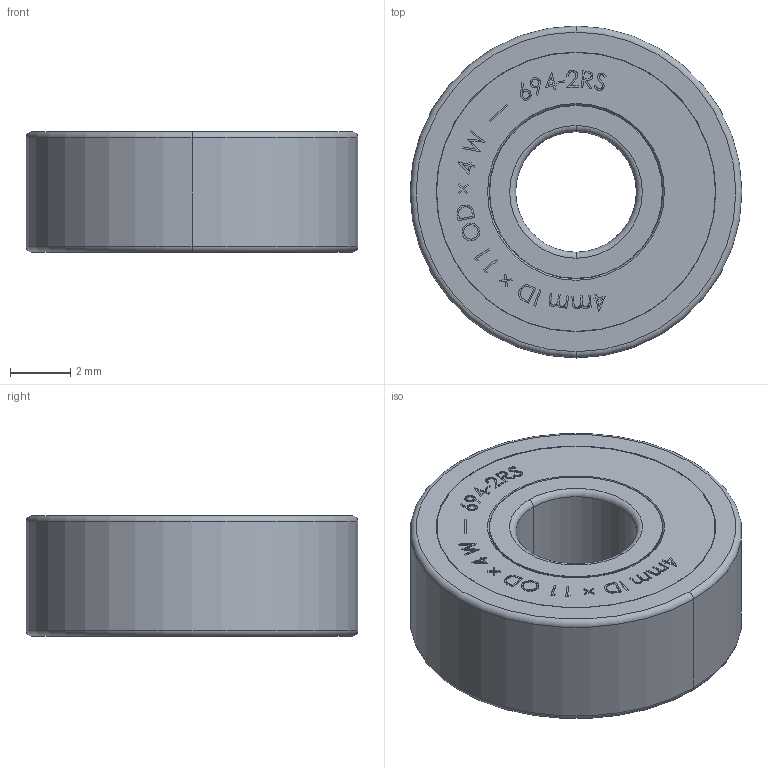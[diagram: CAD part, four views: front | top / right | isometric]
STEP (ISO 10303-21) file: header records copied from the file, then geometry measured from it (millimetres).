
FILE_DESCRIPTION (( 'STEP AP214' ), '1' );
FILE_NAME ('p BEARING, METRIC 600 MINIATURE SERIES, DOUBLE-SEALED 4mm ID × 11 OD × 4 W — 694-2RS.STEP', '2024-02-28T21:44:14', ( '' ), ( '' ), 'SwSTEP 2.0', 'SolidWorks 2022', '' );
FILE_SCHEMA (( 'AUTOMOTIVE_DESIGN' ));
Length unit declared in the file: millimetre
Products named in the file (1): p  BEARING, METRIC 600 MINIATURE SERIES, DOUBLE-SEALED  4mm ID × 11 OD × 4 W  —  694-2RS
Bounding box: 11 x 11 x 4.01 mm (x, y, z)
Volume: 328.6 mm3; surface area: 350 mm2
Topology: 1 solids, 1 shells, 584 faces, 1534 edges, 1016 vertices
Faces by surface type: plane 384, bspline 168, cone 12, cylinder 12, torus 8
Entity records: 33176 total; most frequent: CARTESIAN_POINT 13703, ORIENTED_EDGE 3068, DIRECTION 2084, EDGE_CURVE 1534, VECTOR 1146, LINE 1146, VERTEX_POINT 1016, EDGE_LOOP 650
